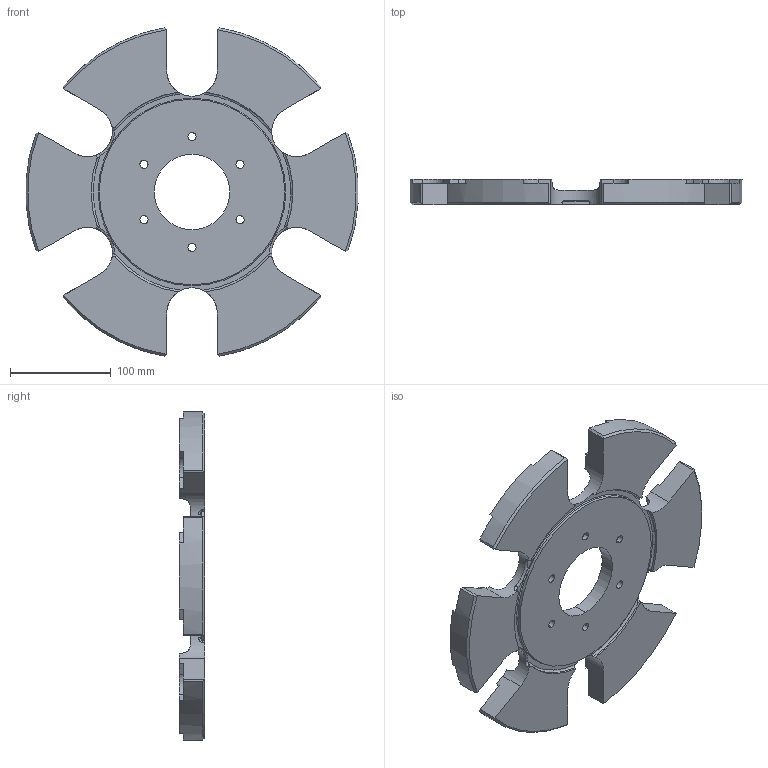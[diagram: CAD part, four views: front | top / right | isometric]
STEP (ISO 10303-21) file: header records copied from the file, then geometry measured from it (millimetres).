
FILE_DESCRIPTION(('CoCreate Modeling STEP Export'),'2;1');
FILE_NAME('m23.stp','2011-05-24T11:25:29',(''),(''),'CoCreate Modeling STEP processor for AP214 (Solid Model)','CoCreate Modeling 18.0P1120 20-Nov-2010 (C) Parametric Technology GmbH','');
FILE_SCHEMA(('AUTOMOTIVE_DESIGN { 1 0 10303 214 1 1 1 1 }'));
Length unit declared in the file: millimetre
Products named in the file (1): Z00001000010_A001.PRT
Bounding box: 329.27 x 25 x 325.56 mm (x, y, z)
Volume: 1134030.4 mm3; surface area: 176368.6 mm2
Topology: 1 solids, 1 shells, 200 faces, 546 edges, 360 vertices
Faces by surface type: plane 89, cylinder 82, torus 17, cone 6, bspline 6
Entity records: 7248 total; most frequent: CARTESIAN_POINT 2175, ORIENTED_EDGE 1092, DIRECTION 1028, EDGE_CURVE 546, AXIS2_PLACEMENT_3D 389, VERTEX_POINT 360, VECTOR 250, LINE 250
